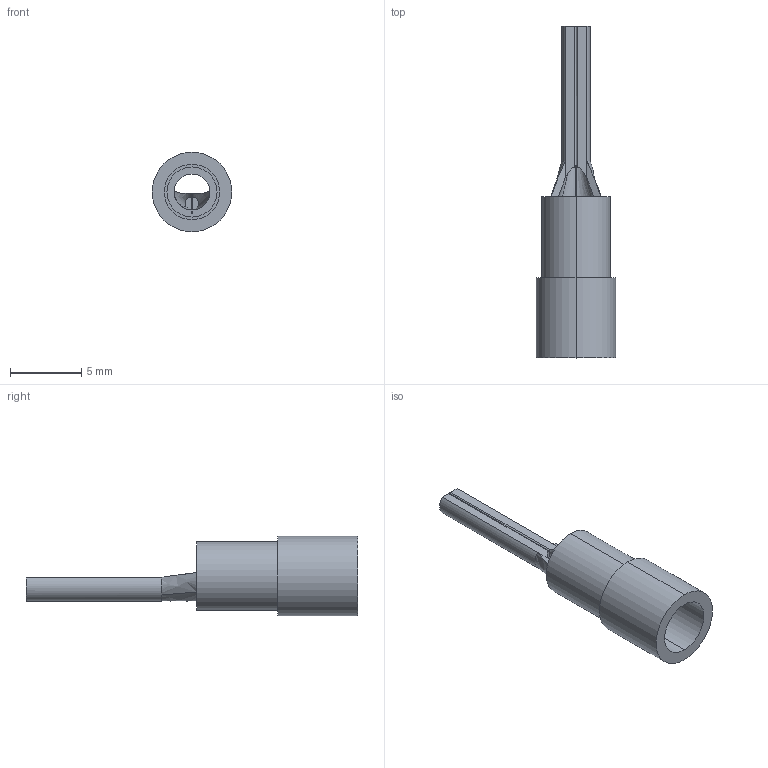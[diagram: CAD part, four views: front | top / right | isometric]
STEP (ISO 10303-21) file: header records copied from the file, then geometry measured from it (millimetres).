
FILE_DESCRIPTION (( 'STEP AP214' ), '1' );
FILE_NAME ('V70SS004001.step', '2017-09-28T13:31:38', ( '' ), ( '' ), 'SwSTEP 2.0', 'SolidWorks 2017', '' );
FILE_SCHEMA (( 'AUTOMOTIVE_DESIGN' ));
Length unit declared in the file: millimetre
Products named in the file (1): V70SS004001
Bounding box: 5.6 x 23.34 x 5.6 mm (x, y, z)
Volume: 181.3 mm3; surface area: 592.1 mm2
Topology: 3 solids, 3 shells, 42 faces, 100 edges, 66 vertices
Faces by surface type: plane 20, cylinder 16, bspline 6
Entity records: 2264 total; most frequent: CARTESIAN_POINT 1121, ORIENTED_EDGE 200, DIRECTION 186, EDGE_CURVE 100, AXIS2_PLACEMENT_3D 71, VERTEX_POINT 66, EDGE_LOOP 48, VECTOR 44
